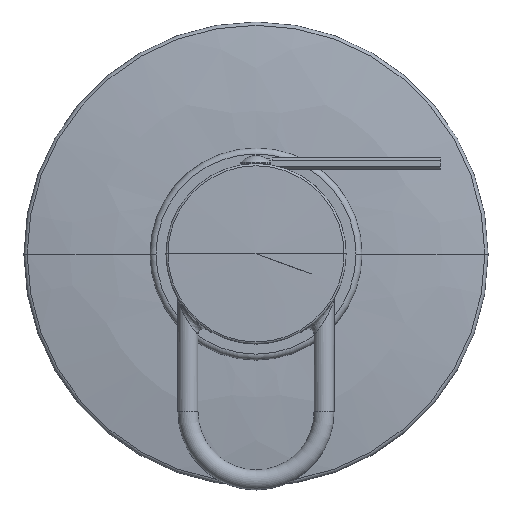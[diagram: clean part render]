
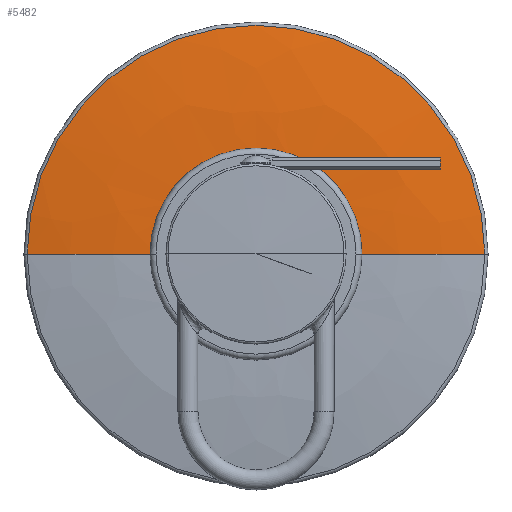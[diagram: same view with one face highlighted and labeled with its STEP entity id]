
A CAD part, top view. The second image highlights one B-rep face of the part: STEP entity #5482.
In plain terms, the highlighted free-form (B-spline) face has degree [3, 3] with [7, 4] control points.
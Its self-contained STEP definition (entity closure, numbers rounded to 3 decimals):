
#5177=CARTESIAN_POINT('',(0.,6.149,0.));
#5178=DIRECTION('',(0.,1.,0.));
#5179=DIRECTION('',(-1.,0.,0.));
#5180=AXIS2_PLACEMENT_3D('',#5177,#5178,#5179);
#5209=CARTESIAN_POINT('',(25.,-174.,0.));
#5210=DIRECTION('',(0.,0.,1.));
#5211=DIRECTION('',(0.176,0.984,0.));
#5212=AXIS2_PLACEMENT_3D('',#5209,#5210,#5211);
#5217=CARTESIAN_POINT('',(-25.,-174.,0.));
#5218=DIRECTION('',(0.,0.,-1.));
#5219=DIRECTION('',(-0.176,0.984,0.));
#5220=AXIS2_PLACEMENT_3D('',#5217,#5218,#5219);
#5247=CARTESIAN_POINT('',(0.,9.,0.));
#5248=DIRECTION('',(0.,-1.,0.));
#5249=DIRECTION('',(1.,0.,0.));
#5250=AXIS2_PLACEMENT_3D('',#5247,#5248,#5249);
#5411=CARTESIAN_POINT('',(25.,9.,0.));
#5413=VERTEX_POINT('',#5411);
#5415=CARTESIAN_POINT('',(-25.,9.,0.));
#5417=VERTEX_POINT('',#5415);
#5427=CARTESIAN_POINT('',(57.176,6.149,0.));
#5428=CARTESIAN_POINT('',(-57.176,6.149,
0.));
#5429=VERTEX_POINT('',#5427);
#5430=VERTEX_POINT('',#5428);
#5443=CARTESIAN_POINT('',(24.305,8.999,-1.529));
#5444=CARTESIAN_POINT('',(35.511,9.039,-2.234));
#5445=CARTESIAN_POINT('',(46.674,8.048,-2.936));
#5446=CARTESIAN_POINT('',(57.698,6.034,-3.63));
#5447=CARTESIAN_POINT('',(25.246,8.999,13.428));
#5448=CARTESIAN_POINT('',(36.886,9.039,19.619));
#5449=CARTESIAN_POINT('',(48.481,8.048,25.786));
#5450=CARTESIAN_POINT('',(59.932,6.034,31.877));
#5451=CARTESIAN_POINT('',(14.987,8.999,24.353));
#5452=CARTESIAN_POINT('',(21.897,9.039,35.581));
#5453=CARTESIAN_POINT('',(28.78,8.048,46.766));
#5454=CARTESIAN_POINT('',(35.578,6.034,57.812));
#5455=CARTESIAN_POINT('',(0.,8.999,24.353));
#5456=CARTESIAN_POINT('',(0.,9.039,35.581));
#5457=CARTESIAN_POINT('',(0.,8.048,46.766));
#5458=CARTESIAN_POINT('',(0.,6.034,57.812));
#5459=CARTESIAN_POINT('',(-14.987,8.999,24.353));
#5460=CARTESIAN_POINT('',(-21.897,9.039,35.581));
#5461=CARTESIAN_POINT('',(-28.78,8.048,46.766));
#5462=CARTESIAN_POINT('',(-35.578,6.034,57.812));
#5463=CARTESIAN_POINT('',(-25.246,8.999,13.428));
#5464=CARTESIAN_POINT('',(-36.886,9.039,19.619));
#5465=CARTESIAN_POINT('',(-48.481,8.048,25.786));
#5466=CARTESIAN_POINT('',(-59.932,6.034,31.877));
#5467=CARTESIAN_POINT('',(-24.305,8.999,
-1.529));
#5468=CARTESIAN_POINT('',(-35.511,9.039,
-2.234));
#5469=CARTESIAN_POINT('',(-46.674,8.048,
-2.936));
#5470=CARTESIAN_POINT('',(-57.698,6.034,
-3.63));
#5471=(BOUNDED_SURFACE()B_SPLINE_SURFACE(3,3,((#5443,#5444,#5445,#5446),(#5447,
#5448,#5449,#5450),(#5451,#5452,#5453,#5454),(#5455,#5456,#5457,#5458),(#5459,
#5460,#5461,#5462),(#5463,#5464,#5465,#5466),(#5467,#5468,#5469,#5470)),
.UNSPECIFIED.,.F.,.F.,.F.)B_SPLINE_SURFACE_WITH_KNOTS((4,3,4),(4,4),(0.,1.,
2.),(0.,1.),.UNSPECIFIED.)GEOMETRIC_REPRESENTATION_ITEM()RATIONAL_B_SPLINE_SURFACE(((1.19,1.186,1.186,1.19),(
0.94,0.937,0.937,0.94),(
0.94,0.937,0.937,0.94),(
1.19,1.186,1.186,1.19),(
0.94,0.937,0.937,0.94),(
0.94,0.937,0.937,0.94),(
1.19,1.186,1.186,1.19)))REPRESENTATION_ITEM('')SURFACE());
#5473=ORIENTED_EDGE('',*,*,#5472,.F.);
#5475=ORIENTED_EDGE('',*,*,#5474,.T.);
#5477=ORIENTED_EDGE('',*,*,#5476,.F.);
#5479=ORIENTED_EDGE('',*,*,#5478,.F.);
#5480=EDGE_LOOP('',(#5473,#5475,#5477,#5479));
#5481=FACE_OUTER_BOUND('',#5480,.F.);
#5482=ADVANCED_FACE('',(#5481),#5471,.T.);
#5181=CIRCLE('',#5180,57.176);
#5213=CIRCLE('',#5212,183.);
#5221=CIRCLE('',#5220,183.);
#5251=CIRCLE('',#5250,25.);
#5472=EDGE_CURVE('',#5430,#5429,#5181,.T.);
#5474=EDGE_CURVE('',#5430,#5417,#5221,.T.);
#5476=EDGE_CURVE('',#5413,#5417,#5251,.T.);
#5478=EDGE_CURVE('',#5429,#5413,#5213,.T.);
